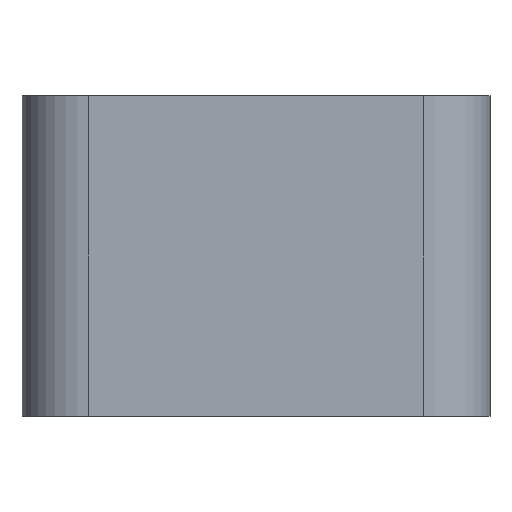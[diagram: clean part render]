
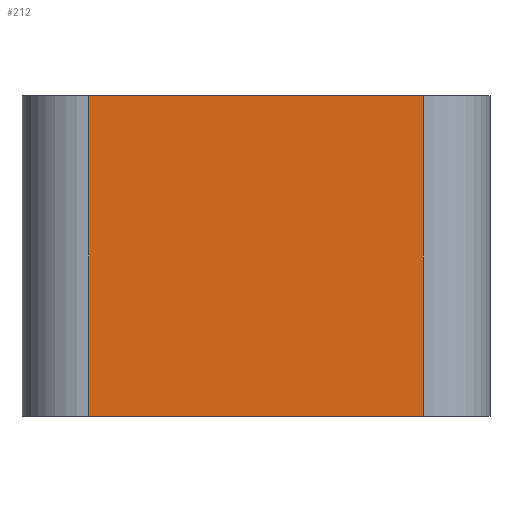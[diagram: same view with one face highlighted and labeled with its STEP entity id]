
A CAD part, left-side view. The second image highlights one B-rep face of the part: STEP entity #212.
In plain terms, the highlighted planar face has unit normal (-1, 0, 0).
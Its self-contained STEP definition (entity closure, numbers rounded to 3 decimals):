
#24 = VERTEX_POINT('',#25);
#25 = CARTESIAN_POINT('',(-3.7,-2.5,0.));
#57 = VERTEX_POINT('',#58);
#58 = CARTESIAN_POINT('',(-3.7,2.5,0.));
#65 = EDGE_CURVE('',#24,#57,#66,.T.);
#66 = LINE('',#67,#68);
#67 = CARTESIAN_POINT('',(-3.7,-2.5,0.));
#68 = VECTOR('',#69,1.);
#69 = DIRECTION('',(0.,1.,0.));
#212 = ADVANCED_FACE('',(#213),#238,.F.);
#213 = FACE_BOUND('',#214,.F.);
#214 = EDGE_LOOP('',(#215,#223,#224,#232));
#215 = ORIENTED_EDGE('',*,*,#216,.F.);
#216 = EDGE_CURVE('',#24,#217,#219,.T.);
#217 = VERTEX_POINT('',#218);
#218 = CARTESIAN_POINT('',(-3.7,-2.5,4.8));
#219 = LINE('',#220,#221);
#220 = CARTESIAN_POINT('',(-3.7,-2.5,0.));
#221 = VECTOR('',#222,1.);
#222 = DIRECTION('',(0.,0.,1.));
#223 = ORIENTED_EDGE('',*,*,#65,.T.);
#224 = ORIENTED_EDGE('',*,*,#225,.T.);
#225 = EDGE_CURVE('',#57,#226,#228,.T.);
#226 = VERTEX_POINT('',#227);
#227 = CARTESIAN_POINT('',(-3.7,2.5,4.8));
#228 = LINE('',#229,#230);
#229 = CARTESIAN_POINT('',(-3.7,2.5,0.));
#230 = VECTOR('',#231,1.);
#231 = DIRECTION('',(0.,0.,1.));
#232 = ORIENTED_EDGE('',*,*,#233,.F.);
#233 = EDGE_CURVE('',#217,#226,#234,.T.);
#234 = LINE('',#235,#236);
#235 = CARTESIAN_POINT('',(-3.7,-2.5,4.8));
#236 = VECTOR('',#237,1.);
#237 = DIRECTION('',(0.,1.,0.));
#238 = PLANE('',#239);
#239 = AXIS2_PLACEMENT_3D('',#240,#241,#242);
#240 = CARTESIAN_POINT('',(-3.7,-2.5,0.));
#241 = DIRECTION('',(1.,0.,0.));
#242 = DIRECTION('',(0.,0.,1.));
